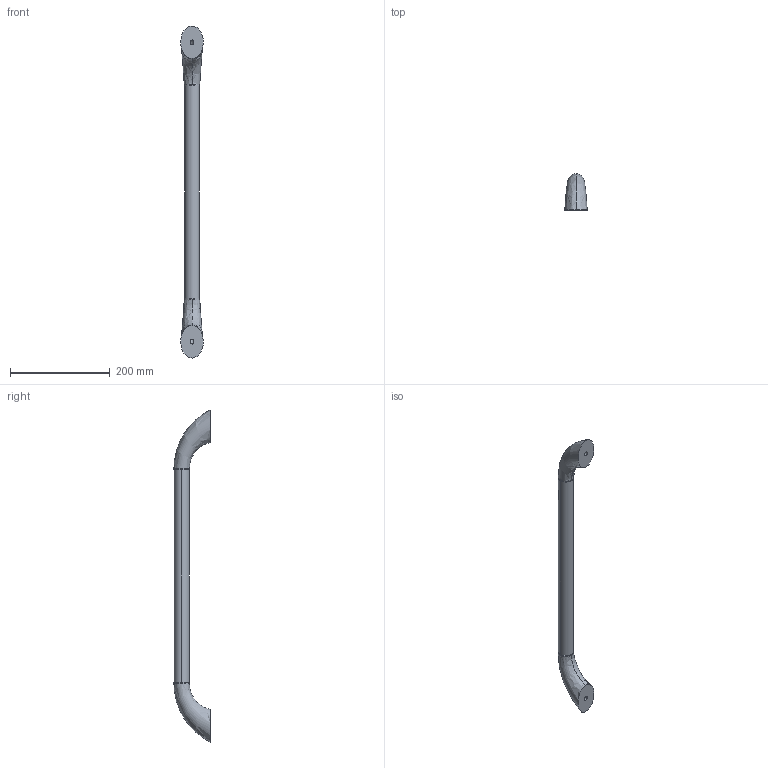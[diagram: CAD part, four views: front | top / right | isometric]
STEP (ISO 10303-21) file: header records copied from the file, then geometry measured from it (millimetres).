
FILE_DESCRIPTION (( 'STEP AP203' ), '1' );
FILE_NAME ('sone3D.STEP', '2017-10-04T08:57:14', ( '' ), ( '' ), 'SwSTEP 2.0', 'SolidWorks 2014', '' );
FILE_SCHEMA (( 'CONFIG_CONTROL_DESIGN' ));
Length unit declared in the file: millimetre
Products named in the file (1): sone3D
Bounding box: 44.97 x 72.5 x 665 mm (x, y, z)
Volume: 197679.7 mm3; surface area: 132004 mm2
Topology: 1 solids, 1 shells, 46 faces, 108 edges, 72 vertices
Faces by surface type: cylinder 20, plane 18, bspline 8
Entity records: 5647 total; most frequent: CARTESIAN_POINT 4537, ORIENTED_EDGE 216, DIRECTION 202, EDGE_CURVE 108, AXIS2_PLACEMENT_3D 79, VERTEX_POINT 72, EDGE_LOOP 56, FACE_OUTER_BOUND 46
